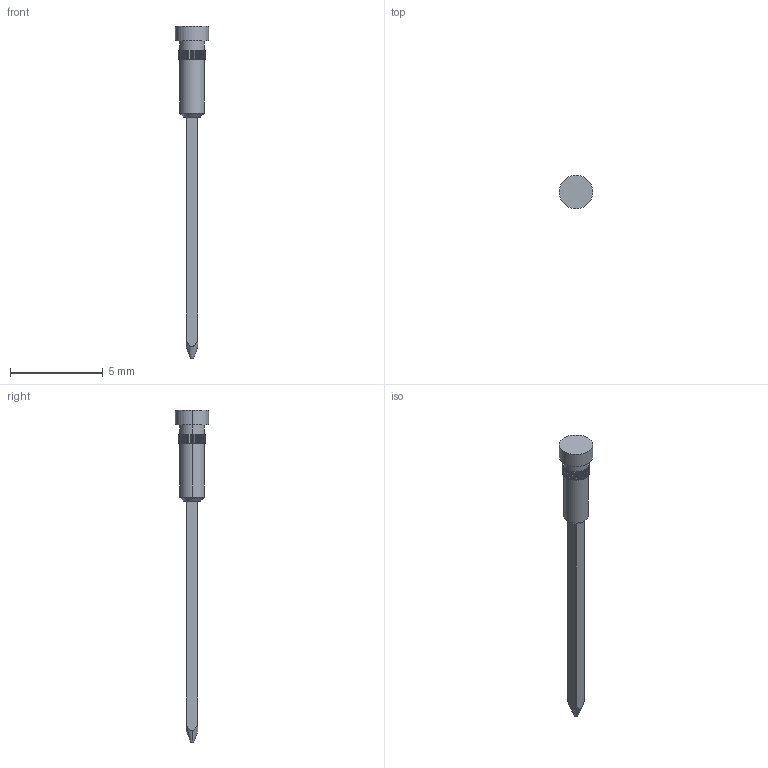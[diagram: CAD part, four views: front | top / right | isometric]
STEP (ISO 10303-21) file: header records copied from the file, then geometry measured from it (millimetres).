
FILE_DESCRIPTION (( 'STEP AP203' ), '1' );
FILE_NAME ('MOD-I-G1.step', '2015-07-09T11:54:27', ( 'firstrun' ), ( 'Hewlett-Packard Company' ), 'SwSTEP 2.0', 'SolidWorks 2012', '' );
FILE_SCHEMA (( 'CONFIG_CONTROL_DESIGN' ));
Length unit declared in the file: millimetre
Products named in the file (1): MOD-I-G1
Bounding box: 1.8 x 1.8 x 17.85 mm (x, y, z)
Volume: 12.9 mm3; surface area: 60.1 mm2
Topology: 1 solids, 1 shells, 272 faces, 749 edges, 496 vertices
Faces by surface type: plane 166, bspline 56, cylinder 46, cone 4
Entity records: 11176 total; most frequent: CARTESIAN_POINT 4468, ORIENTED_EDGE 1498, DIRECTION 1165, EDGE_CURVE 749, LINE 531, VECTOR 531, VERTEX_POINT 496, AXIS2_PLACEMENT_3D 317
